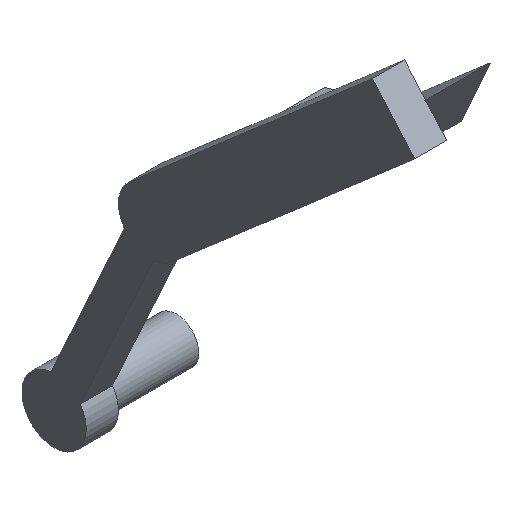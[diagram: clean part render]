
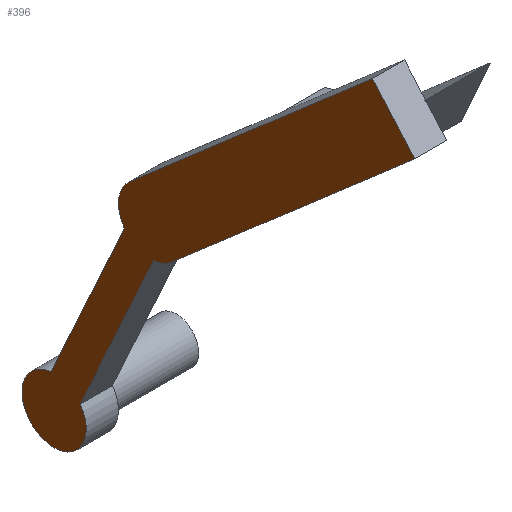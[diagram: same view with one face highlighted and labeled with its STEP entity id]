
A CAD part, isometric view. The second image highlights one B-rep face of the part: STEP entity #396.
In plain terms, the highlighted planar face has unit normal (-1, 0, 0).
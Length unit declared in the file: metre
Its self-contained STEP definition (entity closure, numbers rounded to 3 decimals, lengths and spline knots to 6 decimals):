
#21=PLANE('',#443);
#41=FACE_OUTER_BOUND('',#67,.T.);
#67=EDGE_LOOP('',(#311,#312,#313,#314,#315,#316,#317,#318));
#87=CIRCLE('',#430,0.00254);
#88=CIRCLE('',#432,0.00254);
#91=CIRCLE('',#437,0.00254);
#104=LINE('',#605,#145);
#108=LINE('',#617,#149);
#120=LINE('',#646,#161);
#121=LINE('',#648,#162);
#122=LINE('',#649,#163);
#145=VECTOR('',#486,0.013961);
#149=VECTOR('',#498,0.013961);
#161=VECTOR('',#520,0.0254);
#162=VECTOR('',#521,0.00508);
#163=VECTOR('',#522,0.0254);
#183=VERTEX_POINT('',#588);
#185=VERTEX_POINT('',#592);
#186=VERTEX_POINT('',#596);
#187=VERTEX_POINT('',#597);
#192=VERTEX_POINT('',#611);
#193=VERTEX_POINT('',#613);
#205=VERTEX_POINT('',#645);
#206=VERTEX_POINT('',#647);
#221=EDGE_CURVE('',#185,#183,#87,.T.);
#222=EDGE_CURVE('',#186,#187,#88,.T.);
#226=EDGE_CURVE('',#187,#185,#104,.T.);
#230=EDGE_CURVE('',#192,#193,#91,.T.);
#232=EDGE_CURVE('',#186,#193,#108,.T.);
#247=EDGE_CURVE('',#192,#205,#120,.T.);
#248=EDGE_CURVE('',#205,#206,#121,.T.);
#249=EDGE_CURVE('',#183,#206,#122,.T.);
#311=ORIENTED_EDGE('',*,*,#230,.F.);
#312=ORIENTED_EDGE('',*,*,#247,.T.);
#313=ORIENTED_EDGE('',*,*,#248,.T.);
#314=ORIENTED_EDGE('',*,*,#249,.F.);
#315=ORIENTED_EDGE('',*,*,#221,.F.);
#316=ORIENTED_EDGE('',*,*,#226,.F.);
#317=ORIENTED_EDGE('',*,*,#222,.F.);
#318=ORIENTED_EDGE('',*,*,#232,.T.);
#396=ADVANCED_FACE('',(#41),#21,.F.);
#430=AXIS2_PLACEMENT_3D('',#594,#474,#475);
#432=AXIS2_PLACEMENT_3D('',#598,#478,#479);
#437=AXIS2_PLACEMENT_3D('',#614,#493,#494);
#443=AXIS2_PLACEMENT_3D('',#644,#518,#519);
#474=DIRECTION('center_axis',(1.,0.,0.));
#475=DIRECTION('ref_axis',(0.,1.,0.));
#478=DIRECTION('center_axis',(1.,0.,0.));
#479=DIRECTION('ref_axis',(0.,1.,0.));
#486=DIRECTION('',(0.,-0.415,0.91));
#493=DIRECTION('center_axis',(1.,0.,0.));
#494=DIRECTION('ref_axis',(0.,1.,0.));
#498=DIRECTION('',(0.,-0.415,0.91));
#518=DIRECTION('center_axis',(1.,0.,0.));
#519=DIRECTION('ref_axis',(0.,0.,-1.));
#520=DIRECTION('',(0.,-0.755,0.655));
#521=DIRECTION('',(0.,0.655,0.755));
#522=DIRECTION('',(0.,-0.755,0.655));
#588=CARTESIAN_POINT('',(0.012418,-0.026425,0.498031));
#592=CARTESIAN_POINT('',(0.012418,-0.026022,0.494639));
#594=CARTESIAN_POINT('Origin',(0.012418,-0.02809,0.496113));
#596=CARTESIAN_POINT('',(0.012418,-0.022538,0.480883));
#597=CARTESIAN_POINT('',(0.012418,-0.020227,0.481937));
#598=CARTESIAN_POINT('Origin',(0.012418,-0.02047,0.479409));
#605=CARTESIAN_POINT('',(0.012418,-0.020227,0.481937));
#611=CARTESIAN_POINT('',(0.012418,-0.029755,0.494195));
#613=CARTESIAN_POINT('',(0.012418,-0.028332,0.493585));
#614=CARTESIAN_POINT('Origin',(0.012418,-0.02809,0.496113));
#617=CARTESIAN_POINT('',(0.012418,-0.022538,0.480883));
#644=CARTESIAN_POINT('Origin',(0.012418,0.003867,0.463587));
#645=CARTESIAN_POINT('',(0.012418,-0.048937,0.510844));
#646=CARTESIAN_POINT('',(0.012418,-0.029755,0.494195));
#647=CARTESIAN_POINT('',(0.012418,-0.045607,0.514681));
#648=CARTESIAN_POINT('',(0.012418,-0.048937,0.510844));
#649=CARTESIAN_POINT('',(0.012418,-0.026425,0.498031));
